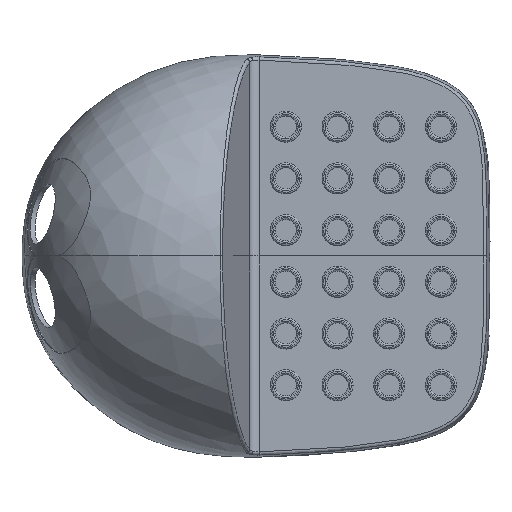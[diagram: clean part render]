
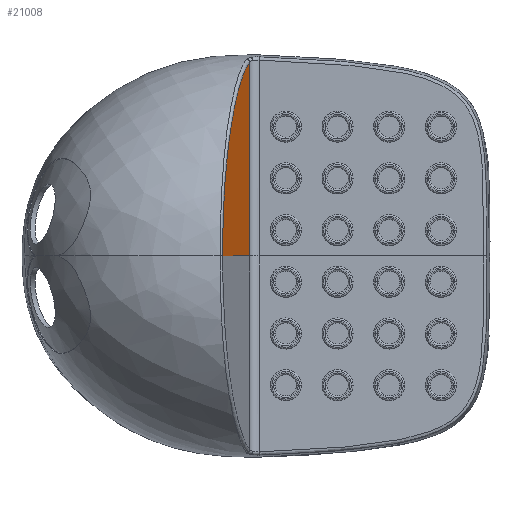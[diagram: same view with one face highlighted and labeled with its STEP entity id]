
A CAD part, top view. The second image highlights one B-rep face of the part: STEP entity #21008.
In plain terms, the highlighted planar face has unit normal (0.979, 0, 0.202).
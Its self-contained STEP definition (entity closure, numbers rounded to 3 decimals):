
#11248=CARTESIAN_POINT('Vertex',(61.381,0.,49.535)) ;
#12579=CARTESIAN_POINT('Vertex',(69.701,59.921,9.16)) ;
#20960=CARTESIAN_POINT('Axis2P3D Location',(59.873,0.,56.854)) ;
#20965=CARTESIAN_POINT('Line Origine',(69.701,29.96,9.16)) ;
#20969=CARTESIAN_POINT('Vertex',(69.701,0.,9.16)) ;
#20973=CARTESIAN_POINT('Control Point',(69.701,59.921,9.16)) ;
#20974=CARTESIAN_POINT('Control Point',(69.248,59.342,11.356)) ;
#20975=CARTESIAN_POINT('Control Point',(68.807,58.617,13.496)) ;
#20976=CARTESIAN_POINT('Control Point',(68.379,57.754,15.573)) ;
#20977=CARTESIAN_POINT('Control Point',(67.574,55.836,19.482)) ;
#20978=CARTESIAN_POINT('Control Point',(66.824,53.5,23.121)) ;
#20979=CARTESIAN_POINT('Control Point',(66.468,52.263,24.845)) ;
#20980=CARTESIAN_POINT('Control Point',(65.761,49.544,28.28)) ;
#20981=CARTESIAN_POINT('Control Point',(65.109,46.515,31.441)) ;
#20982=CARTESIAN_POINT('Control Point',(64.787,44.874,33.005)) ;
#20983=CARTESIAN_POINT('Control Point',(64.12,41.144,36.244)) ;
#20984=CARTESIAN_POINT('Control Point',(63.53,37.103,39.107)) ;
#20985=CARTESIAN_POINT('Control Point',(63.234,34.839,40.541)) ;
#20986=CARTESIAN_POINT('Control Point',(62.739,30.529,42.946)) ;
#20987=CARTESIAN_POINT('Control Point',(62.333,25.967,44.916)) ;
#20988=CARTESIAN_POINT('Control Point',(62.166,23.832,45.722)) ;
#20989=CARTESIAN_POINT('Control Point',(61.896,19.778,47.036)) ;
#20990=CARTESIAN_POINT('Control Point',(61.694,15.593,48.015)) ;
#20991=CARTESIAN_POINT('Control Point',(61.615,13.631,48.397)) ;
#20992=CARTESIAN_POINT('Control Point',(61.489,9.762,49.008)) ;
#20993=CARTESIAN_POINT('Control Point',(61.417,5.83,49.359)) ;
#20994=CARTESIAN_POINT('Control Point',(61.394,3.886,49.471)) ;
#20995=CARTESIAN_POINT('Control Point',(61.382,1.946,49.528)) ;
#20996=CARTESIAN_POINT('Control Point',(61.381,0.,49.535)) ;
#20998=CARTESIAN_POINT('Line Origine',(65.541,0.,29.347)) ;
#20961=DIRECTION('Axis2P3D Direction',(0.979,-0.,0.202)) ;
#20962=DIRECTION('Axis2P3D XDirection',(0.202,0.,-0.979)) ;
#20966=DIRECTION('Vector Direction',(0.,-1.,0.)) ;
#20999=DIRECTION('Vector Direction',(-0.202,0.,0.979)) ;
#20963=AXIS2_PLACEMENT_3D('Plane Axis2P3D',#20960,#20961,#20962) ;
#21004=ORIENTED_EDGE('',*,*,#20971,.F.) ;
#21005=ORIENTED_EDGE('',*,*,#20997,.T.) ;
#21006=ORIENTED_EDGE('',*,*,#21002,.F.) ;
#20967=VECTOR('Line Direction',#20966,1.) ;
#21000=VECTOR('Line Direction',#20999,1.) ;
#21008=ADVANCED_FACE('MANIFOLD_SOLID_BREP #218799',(#21007),#20964,.T.) ;
#20972=B_SPLINE_CURVE_WITH_KNOTS('',5,(#20973,#20974,#20975,#20976,#20977,#20978,#20979,#20980,#20981,#20982,#20983,#20984,#20985,#20986,#20987,#20988,#20989,#20990,#20991,#20992,#20993,#20994,#20995,#20996),.UNSPECIFIED.,.F.,.U.,(6,3,3,3,3,3,3,6),(0.,16.002,31.199,47.728,67.006,83.218,97.191,110.499),.UNSPECIFIED.) ;
#20971=EDGE_CURVE('',#12580,#20970,#20968,.T.) ;
#20997=EDGE_CURVE('',#12580,#11249,#20972,.T.) ;
#21002=EDGE_CURVE('',#20970,#11249,#21001,.T.) ;
#21003=EDGE_LOOP('',(#21004,#21005,#21006)) ;
#21007=FACE_OUTER_BOUND('',#21003,.T.) ;
#20968=LINE('Line',#20965,#20967) ;
#21001=LINE('Line',#20998,#21000) ;
#20964=PLANE('',#20963) ;
#11249=VERTEX_POINT('',#11248) ;
#12580=VERTEX_POINT('',#12579) ;
#20970=VERTEX_POINT('',#20969) ;
